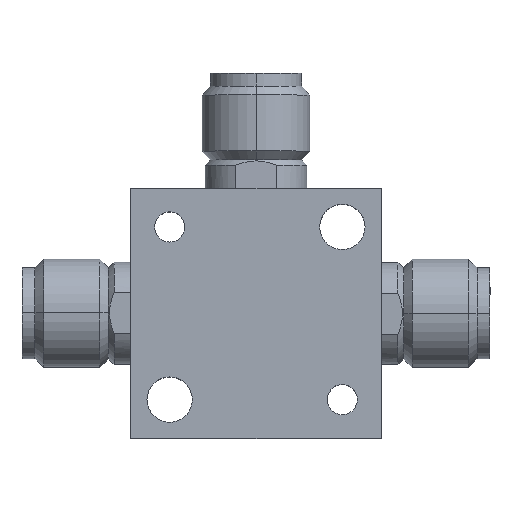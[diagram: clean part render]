
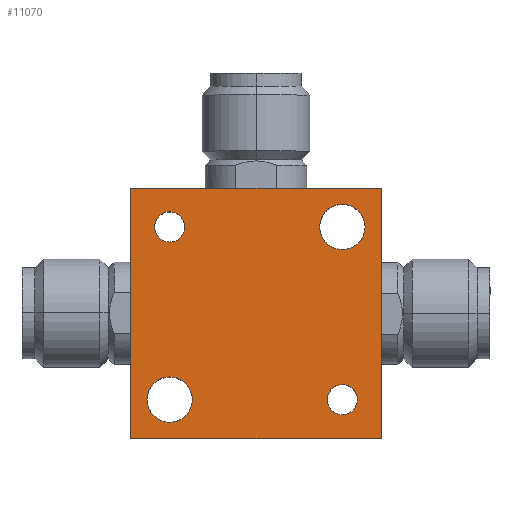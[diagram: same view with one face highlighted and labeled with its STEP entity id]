
A CAD part, top view. The second image highlights one B-rep face of the part: STEP entity #11070.
In plain terms, the highlighted planar face has unit normal (0, 0, 1).
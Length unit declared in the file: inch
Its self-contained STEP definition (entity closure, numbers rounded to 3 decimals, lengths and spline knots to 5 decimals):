
#80 = FACE_BOUND ( 'NONE', #9001, .T. ) ;
#94 = VECTOR ( 'NONE', #10899, 39.37008 ) ;
#210 = VECTOR ( 'NONE', #11690, 39.37008 ) ;
#251 = EDGE_LOOP ( 'NONE', ( #14420, #19605 ) ) ;
#297 = DIRECTION ( 'NONE',  ( 0., 0., 1. ) ) ;
#370 = DIRECTION ( 'NONE',  ( 1., 0., 0. ) ) ;
#704 = VERTEX_POINT ( 'NONE', #5102 ) ;
#1440 = VECTOR ( 'NONE', #7566, 39.37008 ) ;
#1579 = CARTESIAN_POINT ( 'NONE',  ( 0., 0., 0. ) ) ;
#1593 = ORIENTED_EDGE ( 'NONE', *, *, #17699, .T. ) ;
#1648 = EDGE_CURVE ( 'NONE', #5838, #16906, #2809, .T. ) ;
#1962 = FACE_BOUND ( 'NONE', #251, .T. ) ;
#2342 = CARTESIAN_POINT ( 'NONE',  ( 0., 0., 0. ) ) ;
#2551 = LINE ( 'NONE', #18116, #1440 ) ;
#2590 = DIRECTION ( 'NONE',  ( 0., 0., 1. ) ) ;
#2809 = CIRCLE ( 'NONE', #14534, 0.035 ) ;
#2842 = CARTESIAN_POINT ( 'NONE',  ( 0.49, 0.09, 0. ) ) ;
#2908 = VERTEX_POINT ( 'NONE', #19736 ) ;
#3310 = DIRECTION ( 'NONE',  ( 0., 0., 1. ) ) ;
#3341 = CARTESIAN_POINT ( 'NONE',  ( 0.49, 0.49, 0. ) ) ;
#3521 = VERTEX_POINT ( 'NONE', #14020 ) ;
#3643 = FACE_OUTER_BOUND ( 'NONE', #13202, .T. ) ;
#3720 = AXIS2_PLACEMENT_3D ( 'NONE', #15754, #297, #13648 ) ;
#3767 = DIRECTION ( 'NONE',  ( 0., 0., -1. ) ) ;
#3882 = CARTESIAN_POINT ( 'NONE',  ( 0.525, 0.09, 0. ) ) ;
#4268 = DIRECTION ( 'NONE',  ( 1., 0., 0. ) ) ;
#4386 = CARTESIAN_POINT ( 'NONE',  ( 0.055, 0.49, 0. ) ) ;
#4493 = CARTESIAN_POINT ( 'NONE',  ( 0.58, 0., 0. ) ) ;
#4583 = EDGE_CURVE ( 'NONE', #8731, #3521, #16310, .T. ) ;
#4598 = CARTESIAN_POINT ( 'NONE',  ( 0.09, 0.49, 0. ) ) ;
#4671 = CARTESIAN_POINT ( 'NONE',  ( 0.455, 0.09, 0. ) ) ;
#4709 = EDGE_CURVE ( 'NONE', #20266, #11920, #2551, .T. ) ;
#5102 = CARTESIAN_POINT ( 'NONE',  ( 0.49, 0.4375, 0. ) ) ;
#5557 = AXIS2_PLACEMENT_3D ( 'NONE', #16549, #3310, #11424 ) ;
#5838 = VERTEX_POINT ( 'NONE', #4671 ) ;
#6133 = EDGE_CURVE ( 'NONE', #7235, #704, #6874, .T. ) ;
#6138 = CIRCLE ( 'NONE', #11793, 0.035 ) ;
#6874 = CIRCLE ( 'NONE', #20023, 0.0525 ) ;
#6975 = CIRCLE ( 'NONE', #10872, 0.0525 ) ;
#7235 = VERTEX_POINT ( 'NONE', #8152 ) ;
#7566 = DIRECTION ( 'NONE',  ( 0., -1., 0. ) ) ;
#7689 = CIRCLE ( 'NONE', #5557, 0.035 ) ;
#8152 = CARTESIAN_POINT ( 'NONE',  ( 0.49, 0.5425, 0. ) ) ;
#8284 = DIRECTION ( 'NONE',  ( 0., 0., 1. ) ) ;
#8453 = DIRECTION ( 'NONE',  ( 0., 1., 0. ) ) ;
#8662 = ORIENTED_EDGE ( 'NONE', *, *, #11076, .T. ) ;
#8731 = VERTEX_POINT ( 'NONE', #9290 ) ;
#8751 = AXIS2_PLACEMENT_3D ( 'NONE', #3341, #14918, #8453 ) ;
#8861 = FACE_BOUND ( 'NONE', #19256, .T. ) ;
#8875 = EDGE_CURVE ( 'NONE', #16906, #5838, #8890, .T. ) ;
#8890 = CIRCLE ( 'NONE', #14586, 0.035 ) ;
#8921 = ORIENTED_EDGE ( 'NONE', *, *, #11853, .T. ) ;
#9001 = EDGE_LOOP ( 'NONE', ( #20324, #11942 ) ) ;
#9108 = ORIENTED_EDGE ( 'NONE', *, *, #8875, .F. ) ;
#9156 = CARTESIAN_POINT ( 'NONE',  ( 0., 0.58, 0. ) ) ;
#9241 = EDGE_CURVE ( 'NONE', #3521, #8731, #6975, .T. ) ;
#9290 = CARTESIAN_POINT ( 'NONE',  ( 0.09, 0.0375, 0. ) ) ;
#9605 = EDGE_CURVE ( 'NONE', #10393, #11653, #7689, .T. ) ;
#10393 = VERTEX_POINT ( 'NONE', #17717 ) ;
#10671 = AXIS2_PLACEMENT_3D ( 'NONE', #14334, #16115, #19674 ) ;
#10872 = AXIS2_PLACEMENT_3D ( 'NONE', #19213, #3767, #11982 ) ;
#10899 = DIRECTION ( 'NONE',  ( 1., 0., 0. ) ) ;
#11070 = ADVANCED_FACE ( 'NONE', ( #8861, #20647, #3643, #80, #1962 ), #15316, .T. ) ;
#11076 = EDGE_CURVE ( 'NONE', #2908, #20266, #14081, .T. ) ;
#11384 = EDGE_LOOP ( 'NONE', ( #9108, #12777 ) ) ;
#11424 = DIRECTION ( 'NONE',  ( 1., 0., 0. ) ) ;
#11653 = VERTEX_POINT ( 'NONE', #4386 ) ;
#11690 = DIRECTION ( 'NONE',  ( 0., 1., 0. ) ) ;
#11793 = AXIS2_PLACEMENT_3D ( 'NONE', #4598, #2590, #4268 ) ;
#11853 = EDGE_CURVE ( 'NONE', #17618, #2908, #16826, .T. ) ;
#11920 = VERTEX_POINT ( 'NONE', #1579 ) ;
#11942 = ORIENTED_EDGE ( 'NONE', *, *, #16802, .T. ) ;
#11982 = DIRECTION ( 'NONE',  ( 0., 1., 0. ) ) ;
#12290 = CARTESIAN_POINT ( 'NONE',  ( 0.58, 0.58, 0. ) ) ;
#12388 = ORIENTED_EDGE ( 'NONE', *, *, #9605, .F. ) ;
#12717 = ORIENTED_EDGE ( 'NONE', *, *, #4709, .T. ) ;
#12777 = ORIENTED_EDGE ( 'NONE', *, *, #1648, .F. ) ;
#12866 = DIRECTION ( 'NONE',  ( 0., 0., -1. ) ) ;
#13202 = EDGE_LOOP ( 'NONE', ( #1593, #8921, #8662, #12717 ) ) ;
#13648 = DIRECTION ( 'NONE',  ( 1., 0., 0. ) ) ;
#13672 = VECTOR ( 'NONE', #19079, 39.37008 ) ;
#14020 = CARTESIAN_POINT ( 'NONE',  ( 0.09, 0.1425, 0. ) ) ;
#14081 = LINE ( 'NONE', #12290, #13672 ) ;
#14334 = CARTESIAN_POINT ( 'NONE',  ( 0.09, 0.09, 0. ) ) ;
#14420 = ORIENTED_EDGE ( 'NONE', *, *, #9241, .T. ) ;
#14534 = AXIS2_PLACEMENT_3D ( 'NONE', #15383, #15814, #370 ) ;
#14586 = AXIS2_PLACEMENT_3D ( 'NONE', #2842, #8284, #14738 ) ;
#14738 = DIRECTION ( 'NONE',  ( 1., 0., 0. ) ) ;
#14896 = ORIENTED_EDGE ( 'NONE', *, *, #19382, .F. ) ;
#14918 = DIRECTION ( 'NONE',  ( 0., 0., -1. ) ) ;
#15316 = PLANE ( 'NONE',  #3720 ) ;
#15383 = CARTESIAN_POINT ( 'NONE',  ( 0.49, 0.09, 0. ) ) ;
#15754 = CARTESIAN_POINT ( 'NONE',  ( 0.29, 0.29, 0. ) ) ;
#15814 = DIRECTION ( 'NONE',  ( 0., 0., 1. ) ) ;
#16115 = DIRECTION ( 'NONE',  ( 0., 0., -1. ) ) ;
#16310 = CIRCLE ( 'NONE', #10671, 0.0525 ) ;
#16549 = CARTESIAN_POINT ( 'NONE',  ( 0.09, 0.49, 0. ) ) ;
#16802 = EDGE_CURVE ( 'NONE', #704, #7235, #17265, .T. ) ;
#16826 = LINE ( 'NONE', #4493, #210 ) ;
#16906 = VERTEX_POINT ( 'NONE', #3882 ) ;
#17265 = CIRCLE ( 'NONE', #8751, 0.0525 ) ;
#17618 = VERTEX_POINT ( 'NONE', #17797 ) ;
#17699 = EDGE_CURVE ( 'NONE', #11920, #17618, #19235, .T. ) ;
#17717 = CARTESIAN_POINT ( 'NONE',  ( 0.125, 0.49, 0. ) ) ;
#17797 = CARTESIAN_POINT ( 'NONE',  ( 0.58, 0., 0. ) ) ;
#17878 = CARTESIAN_POINT ( 'NONE',  ( 0.49, 0.49, 0. ) ) ;
#18116 = CARTESIAN_POINT ( 'NONE',  ( 0., 0.58, 0. ) ) ;
#19079 = DIRECTION ( 'NONE',  ( -1., 0., 0. ) ) ;
#19213 = CARTESIAN_POINT ( 'NONE',  ( 0.09, 0.09, 0. ) ) ;
#19235 = LINE ( 'NONE', #2342, #94 ) ;
#19256 = EDGE_LOOP ( 'NONE', ( #12388, #14896 ) ) ;
#19382 = EDGE_CURVE ( 'NONE', #11653, #10393, #6138, .T. ) ;
#19605 = ORIENTED_EDGE ( 'NONE', *, *, #4583, .T. ) ;
#19649 = DIRECTION ( 'NONE',  ( 0., 1., 0. ) ) ;
#19674 = DIRECTION ( 'NONE',  ( 0., 1., 0. ) ) ;
#19736 = CARTESIAN_POINT ( 'NONE',  ( 0.58, 0.58, 0. ) ) ;
#20023 = AXIS2_PLACEMENT_3D ( 'NONE', #17878, #12866, #19649 ) ;
#20266 = VERTEX_POINT ( 'NONE', #9156 ) ;
#20324 = ORIENTED_EDGE ( 'NONE', *, *, #6133, .T. ) ;
#20647 = FACE_BOUND ( 'NONE', #11384, .T. ) ;
